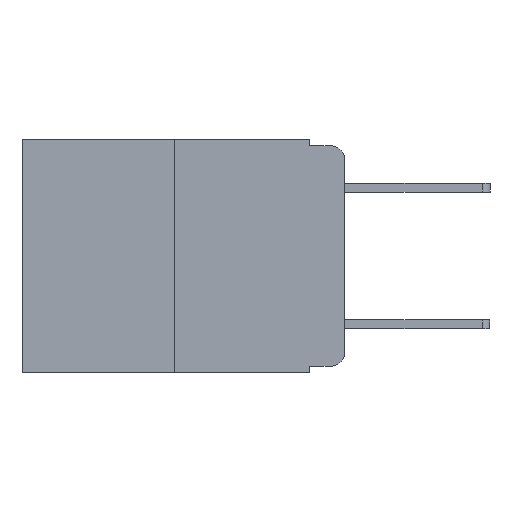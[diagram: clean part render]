
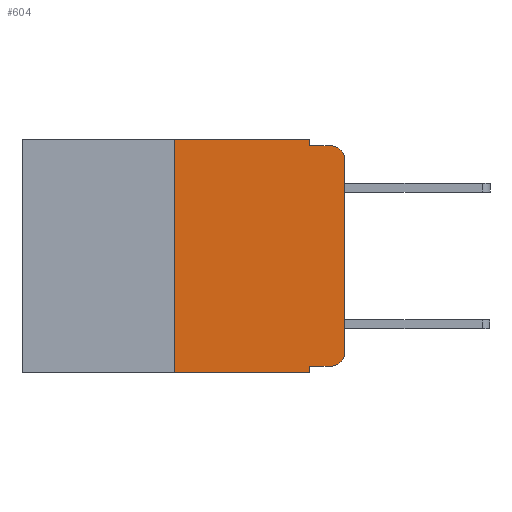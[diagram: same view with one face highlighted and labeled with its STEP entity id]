
A CAD part, left-side view. The second image highlights one B-rep face of the part: STEP entity #604.
In plain terms, the highlighted planar face has unit normal (-1, 0, 0).
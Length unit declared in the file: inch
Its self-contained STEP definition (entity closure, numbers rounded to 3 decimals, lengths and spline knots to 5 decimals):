
#163 = VECTOR ( 'NONE', #3240, 39.37008 ) ;
#304 = CARTESIAN_POINT ( 'NONE',  ( 0., 0.25, -0.343 ) ) ;
#436 = EDGE_CURVE ( 'NONE', #5992, #7936, #4425, .T. ) ;
#604 = ADVANCED_FACE ( 'NONE', ( #12539 ), #11647, .F. ) ;
#678 = CARTESIAN_POINT ( 'NONE',  ( 0., 0.25, 0. ) ) ;
#792 = VERTEX_POINT ( 'NONE', #3937 ) ;
#867 = DIRECTION ( 'NONE',  ( 0., 0., -1. ) ) ;
#1297 = VECTOR ( 'NONE', #867, 39.37008 ) ;
#1413 = ORIENTED_EDGE ( 'NONE', *, *, #10920, .T. ) ;
#1721 = DIRECTION ( 'NONE',  ( 0., 0., -1. ) ) ;
#2071 = VERTEX_POINT ( 'NONE', #304 ) ;
#2794 = CIRCLE ( 'NONE', #10994, 0.02 ) ;
#2852 = EDGE_LOOP ( 'NONE', ( #13287, #8510, #10834, #5143, #5816, #9089, #13453, #4832, #4132, #1413 ) ) ;
#2935 = DIRECTION ( 'NONE',  ( -1., 0., 0. ) ) ;
#3240 = DIRECTION ( 'NONE',  ( 0., -1., 0. ) ) ;
#3733 = CARTESIAN_POINT ( 'NONE',  ( 0., 0.473, -0.343 ) ) ;
#3872 = CARTESIAN_POINT ( 'NONE',  ( 0., 0.051, -0.343 ) ) ;
#3922 = VERTEX_POINT ( 'NONE', #6262 ) ;
#3937 = CARTESIAN_POINT ( 'NONE',  ( 0., 0.051, -0.333 ) ) ;
#3943 = EDGE_CURVE ( 'NONE', #2071, #12761, #7387, .T. ) ;
#4067 = VERTEX_POINT ( 'NONE', #5420 ) ;
#4132 = ORIENTED_EDGE ( 'NONE', *, *, #11589, .T. ) ;
#4340 = CARTESIAN_POINT ( 'NONE',  ( 0., 0., 0. ) ) ;
#4352 = CIRCLE ( 'NONE', #10608, 0.02 ) ;
#4425 = LINE ( 'NONE', #4340, #9797 ) ;
#4642 = DIRECTION ( 'NONE',  ( 0., 0., 1. ) ) ;
#4715 = LINE ( 'NONE', #7545, #1297 ) ;
#4832 = ORIENTED_EDGE ( 'NONE', *, *, #12889, .F. ) ;
#5143 = ORIENTED_EDGE ( 'NONE', *, *, #10676, .F. ) ;
#5420 = CARTESIAN_POINT ( 'NONE',  ( 0., 0.051, 0. ) ) ;
#5697 = CARTESIAN_POINT ( 'NONE',  ( 0., 0.02, -0.313 ) ) ;
#5816 = ORIENTED_EDGE ( 'NONE', *, *, #7721, .F. ) ;
#5992 = VERTEX_POINT ( 'NONE', #12031 ) ;
#6262 = CARTESIAN_POINT ( 'NONE',  ( 0., 0.02, -0.01 ) ) ;
#6314 = LINE ( 'NONE', #12323, #163 ) ;
#6718 = LINE ( 'NONE', #8154, #8998 ) ;
#6737 = DIRECTION ( 'NONE',  ( 0., -1., 0. ) ) ;
#6762 = DIRECTION ( 'NONE',  ( 0., 0., -1. ) ) ;
#7363 = VERTEX_POINT ( 'NONE', #3872 ) ;
#7387 = LINE ( 'NONE', #13051, #12490 ) ;
#7405 = VERTEX_POINT ( 'NONE', #9104 ) ;
#7545 = CARTESIAN_POINT ( 'NONE',  ( 0., 0.051, 0. ) ) ;
#7721 = EDGE_CURVE ( 'NONE', #12761, #4067, #6314, .T. ) ;
#7936 = VERTEX_POINT ( 'NONE', #12527 ) ;
#8154 = CARTESIAN_POINT ( 'NONE',  ( 0., 0.051, -0.01 ) ) ;
#8510 = ORIENTED_EDGE ( 'NONE', *, *, #12646, .T. ) ;
#8556 = VERTEX_POINT ( 'NONE', #9370 ) ;
#8580 = VECTOR ( 'NONE', #1721, 39.37008 ) ;
#8998 = VECTOR ( 'NONE', #11974, 39.37008 ) ;
#9089 = ORIENTED_EDGE ( 'NONE', *, *, #3943, .F. ) ;
#9104 = CARTESIAN_POINT ( 'NONE',  ( 0., 0.051, -0.01 ) ) ;
#9143 = CARTESIAN_POINT ( 'NONE',  ( 0., 0.051, 0. ) ) ;
#9170 = CARTESIAN_POINT ( 'NONE',  ( 0., 0.02, -0.03 ) ) ;
#9239 = DIRECTION ( 'NONE',  ( 0., 0., 1. ) ) ;
#9326 = LINE ( 'NONE', #3733, #11566 ) ;
#9370 = CARTESIAN_POINT ( 'NONE',  ( 0., 0.02, -0.333 ) ) ;
#9760 = EDGE_CURVE ( 'NONE', #2071, #7363, #9326, .T. ) ;
#9797 = VECTOR ( 'NONE', #4642, 39.37008 ) ;
#10119 = DIRECTION ( 'NONE',  ( 0., 0., -1. ) ) ;
#10459 = VECTOR ( 'NONE', #6737, 39.37008 ) ;
#10608 = AXIS2_PLACEMENT_3D ( 'NONE', #9170, #2935, #10119 ) ;
#10647 = DIRECTION ( 'NONE',  ( 1., 0., 0. ) ) ;
#10676 = EDGE_CURVE ( 'NONE', #4067, #7405, #11074, .T. ) ;
#10834 = ORIENTED_EDGE ( 'NONE', *, *, #11328, .F. ) ;
#10920 = EDGE_CURVE ( 'NONE', #8556, #5992, #2794, .T. ) ;
#10994 = AXIS2_PLACEMENT_3D ( 'NONE', #5697, #12533, #6762 ) ;
#11074 = LINE ( 'NONE', #9143, #8580 ) ;
#11234 = AXIS2_PLACEMENT_3D ( 'NONE', #11625, #10647, #11580 ) ;
#11328 = EDGE_CURVE ( 'NONE', #7405, #3922, #6718, .T. ) ;
#11566 = VECTOR ( 'NONE', #11802, 39.37008 ) ;
#11580 = DIRECTION ( 'NONE',  ( 0., 0., -1. ) ) ;
#11589 = EDGE_CURVE ( 'NONE', #792, #8556, #13037, .T. ) ;
#11625 = CARTESIAN_POINT ( 'NONE',  ( 0., 0.473, 0. ) ) ;
#11647 = PLANE ( 'NONE',  #11234 ) ;
#11802 = DIRECTION ( 'NONE',  ( 0., -1., 0. ) ) ;
#11974 = DIRECTION ( 'NONE',  ( 0., -1., 0. ) ) ;
#12031 = CARTESIAN_POINT ( 'NONE',  ( 0., 0., -0.313 ) ) ;
#12323 = CARTESIAN_POINT ( 'NONE',  ( 0., 0.473, 0. ) ) ;
#12490 = VECTOR ( 'NONE', #9239, 39.37008 ) ;
#12500 = CARTESIAN_POINT ( 'NONE',  ( 0., 0.051, -0.333 ) ) ;
#12527 = CARTESIAN_POINT ( 'NONE',  ( 0., 0., -0.03 ) ) ;
#12533 = DIRECTION ( 'NONE',  ( -1., 0., 0. ) ) ;
#12539 = FACE_OUTER_BOUND ( 'NONE', #2852, .T. ) ;
#12646 = EDGE_CURVE ( 'NONE', #7936, #3922, #4352, .T. ) ;
#12761 = VERTEX_POINT ( 'NONE', #678 ) ;
#12889 = EDGE_CURVE ( 'NONE', #792, #7363, #4715, .T. ) ;
#13037 = LINE ( 'NONE', #12500, #10459 ) ;
#13051 = CARTESIAN_POINT ( 'NONE',  ( 0., 0.25, 0. ) ) ;
#13287 = ORIENTED_EDGE ( 'NONE', *, *, #436, .T. ) ;
#13453 = ORIENTED_EDGE ( 'NONE', *, *, #9760, .T. ) ;
